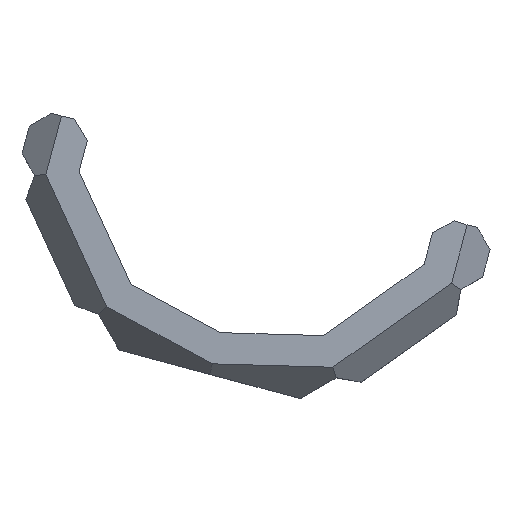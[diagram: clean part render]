
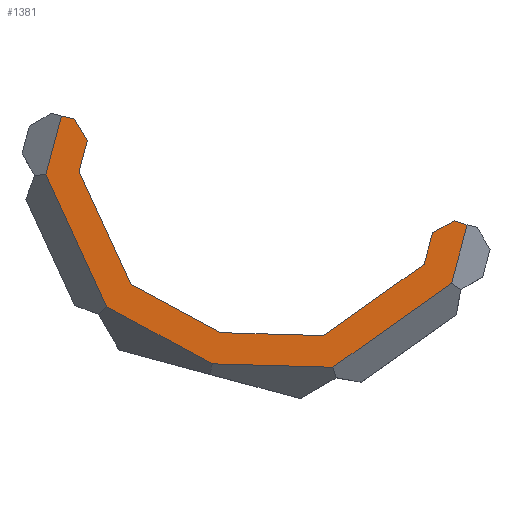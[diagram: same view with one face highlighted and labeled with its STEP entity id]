
A CAD part, top view. The second image highlights one B-rep face of the part: STEP entity #1381.
In plain terms, the highlighted planar face has unit normal (0, 0, 1).
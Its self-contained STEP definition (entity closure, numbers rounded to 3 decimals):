
#87=FACE_OUTER_BOUND('',#160,.T.);
#160=EDGE_LOOP('',(#1216,#1217,#1218,#1219,#1220,#1221,#1222,#1223,#1224,
#1225,#1226,#1227,#1228,#1229,#1230,#1231,#1232,#1233,#1234,#1235));
#192=LINE('',#1882,#383);
#225=LINE('',#1946,#416);
#228=LINE('',#1952,#419);
#231=LINE('',#1958,#422);
#233=LINE('',#1963,#424);
#270=LINE('',#2038,#461);
#273=LINE('',#2043,#464);
#275=LINE('',#2047,#466);
#277=LINE('',#2051,#468);
#279=LINE('',#2055,#470);
#281=LINE('',#2058,#472);
#311=LINE('',#2119,#502);
#314=LINE('',#2123,#505);
#315=LINE('',#2127,#506);
#318=LINE('',#2131,#509);
#344=LINE('',#2184,#535);
#347=LINE('',#2189,#538);
#348=LINE('',#2192,#539);
#350=LINE('',#2195,#541);
#351=LINE('',#2197,#542);
#383=VECTOR('',#1524,10.);
#416=VECTOR('',#1579,10.);
#419=VECTOR('',#1584,10.);
#422=VECTOR('',#1589,10.);
#424=VECTOR('',#1593,10.);
#461=VECTOR('',#1652,10.);
#464=VECTOR('',#1657,10.);
#466=VECTOR('',#1661,10.);
#468=VECTOR('',#1665,10.);
#470=VECTOR('',#1669,10.);
#472=VECTOR('',#1673,10.);
#502=VECTOR('',#1735,10.);
#505=VECTOR('',#1740,10.);
#506=VECTOR('',#1743,10.);
#509=VECTOR('',#1748,10.);
#535=VECTOR('',#1796,10.);
#538=VECTOR('',#1801,10.);
#539=VECTOR('',#1804,10.);
#541=VECTOR('',#1808,10.);
#542=VECTOR('',#1811,10.);
#569=VERTEX_POINT('',#1879);
#570=VERTEX_POINT('',#1881);
#588=VERTEX_POINT('',#1940);
#590=VERTEX_POINT('',#1944);
#592=VERTEX_POINT('',#1949);
#594=VERTEX_POINT('',#1955);
#596=VERTEX_POINT('',#1962);
#622=VERTEX_POINT('',#2036);
#623=VERTEX_POINT('',#2037);
#624=VERTEX_POINT('',#2042);
#625=VERTEX_POINT('',#2046);
#626=VERTEX_POINT('',#2050);
#627=VERTEX_POINT('',#2054);
#641=VERTEX_POINT('',#2117);
#642=VERTEX_POINT('',#2118);
#643=VERTEX_POINT('',#2125);
#644=VERTEX_POINT('',#2126);
#660=VERTEX_POINT('',#2183);
#661=VERTEX_POINT('',#2187);
#662=VERTEX_POINT('',#2191);
#694=EDGE_CURVE('',#570,#569,#192,.T.);
#727=EDGE_CURVE('',#588,#590,#225,.T.);
#730=EDGE_CURVE('',#592,#588,#228,.T.);
#733=EDGE_CURVE('',#594,#592,#231,.T.);
#735=EDGE_CURVE('',#596,#594,#233,.T.);
#772=EDGE_CURVE('',#622,#623,#270,.T.);
#775=EDGE_CURVE('',#624,#622,#273,.T.);
#777=EDGE_CURVE('',#625,#624,#275,.T.);
#779=EDGE_CURVE('',#626,#625,#277,.T.);
#781=EDGE_CURVE('',#627,#626,#279,.T.);
#783=EDGE_CURVE('',#570,#627,#281,.T.);
#813=EDGE_CURVE('',#641,#642,#311,.T.);
#816=EDGE_CURVE('',#641,#596,#314,.T.);
#817=EDGE_CURVE('',#643,#644,#315,.T.);
#820=EDGE_CURVE('',#590,#644,#318,.T.);
#846=EDGE_CURVE('',#660,#623,#344,.T.);
#849=EDGE_CURVE('',#643,#661,#347,.T.);
#850=EDGE_CURVE('',#662,#642,#348,.T.);
#852=EDGE_CURVE('',#569,#662,#350,.T.);
#853=EDGE_CURVE('',#661,#660,#351,.T.);
#1216=ORIENTED_EDGE('',*,*,#783,.F.);
#1217=ORIENTED_EDGE('',*,*,#694,.T.);
#1218=ORIENTED_EDGE('',*,*,#852,.T.);
#1219=ORIENTED_EDGE('',*,*,#850,.T.);
#1220=ORIENTED_EDGE('',*,*,#813,.F.);
#1221=ORIENTED_EDGE('',*,*,#816,.T.);
#1222=ORIENTED_EDGE('',*,*,#735,.T.);
#1223=ORIENTED_EDGE('',*,*,#733,.T.);
#1224=ORIENTED_EDGE('',*,*,#730,.T.);
#1225=ORIENTED_EDGE('',*,*,#727,.T.);
#1226=ORIENTED_EDGE('',*,*,#820,.T.);
#1227=ORIENTED_EDGE('',*,*,#817,.F.);
#1228=ORIENTED_EDGE('',*,*,#849,.T.);
#1229=ORIENTED_EDGE('',*,*,#853,.T.);
#1230=ORIENTED_EDGE('',*,*,#846,.T.);
#1231=ORIENTED_EDGE('',*,*,#772,.F.);
#1232=ORIENTED_EDGE('',*,*,#775,.F.);
#1233=ORIENTED_EDGE('',*,*,#777,.F.);
#1234=ORIENTED_EDGE('',*,*,#779,.F.);
#1235=ORIENTED_EDGE('',*,*,#781,.F.);
#1308=PLANE('',#1474);
#1381=ADVANCED_FACE('',(#87),#1308,.T.);
#1474=AXIS2_PLACEMENT_3D('',#2198,#1812,#1813);
#1524=DIRECTION('',(-0.966,0.259,0.));
#1579=DIRECTION('',(-0.418,0.908,0.));
#1584=DIRECTION('',(-0.88,0.475,0.));
#1589=DIRECTION('',(-1.,0.028,0.));
#1593=DIRECTION('',(-0.816,-0.578,0.));
#1652=DIRECTION('',(0.259,0.966,0.));
#1657=DIRECTION('',(-0.418,0.908,0.));
#1661=DIRECTION('',(-0.88,0.475,0.));
#1665=DIRECTION('',(-1.,0.028,0.));
#1669=DIRECTION('',(-0.816,-0.578,0.));
#1673=DIRECTION('',(-0.259,-0.966,0.));
#1735=DIRECTION('',(0.876,0.482,0.));
#1740=DIRECTION('',(-0.259,-0.966,0.));
#1743=DIRECTION('',(0.518,-0.856,0.));
#1748=DIRECTION('',(0.259,0.966,0.));
#1796=DIRECTION('',(-0.966,0.259,0.));
#1801=DIRECTION('',(-0.976,0.219,0.));
#1804=DIRECTION('',(-0.954,0.298,0.));
#1808=DIRECTION('',(-0.955,0.297,0.));
#1811=DIRECTION('',(-0.975,0.22,0.));
#1812=DIRECTION('center_axis',(0.,0.,1.));
#1813=DIRECTION('ref_axis',(1.,0.,0.));
#1879=CARTESIAN_POINT('',(32.996,-11.672,2.));
#1881=CARTESIAN_POINT('',(33.238,-11.737,2.));
#1882=CARTESIAN_POINT('',(34.928,-12.19,2.));
#1940=CARTESIAN_POINT('',(-23.07,-21.634,2.));
#1944=CARTESIAN_POINT('',(-31.711,-2.85,2.));
#1946=CARTESIAN_POINT('',(-23.07,-21.634,2.));
#1949=CARTESIAN_POINT('',(-7.981,-29.786,2.));
#1952=CARTESIAN_POINT('',(-7.981,-29.786,2.));
#1955=CARTESIAN_POINT('',(9.162,-30.271,2.));
#1958=CARTESIAN_POINT('',(9.162,-30.271,2.));
#1962=CARTESIAN_POINT('',(26.038,-18.324,2.));
#1963=CARTESIAN_POINT('',(26.038,-18.324,2.));
#2036=CARTESIAN_POINT('',(-37.273,-3.322,2.));
#2037=CARTESIAN_POINT('',(-34.653,6.454,2.));
#2038=CARTESIAN_POINT('',(-38.625,-8.368,2.));
#2042=CARTESIAN_POINT('',(-27.107,-25.421,2.));
#2043=CARTESIAN_POINT('',(-25.798,-28.264,2.));
#2046=CARTESIAN_POINT('',(-9.378,-34.999,2.));
#2047=CARTESIAN_POINT('',(-10.576,-34.352,2.));
#2050=CARTESIAN_POINT('',(10.765,-35.568,2.));
#2051=CARTESIAN_POINT('',(2.554,-35.336,2.));
#2054=CARTESIAN_POINT('',(30.618,-21.514,2.));
#2055=CARTESIAN_POINT('',(18.633,-29.998,2.));
#2058=CARTESIAN_POINT('',(30.658,-21.365,2.));
#2117=CARTESIAN_POINT('',(27.443,-13.08,2.));
#2118=CARTESIAN_POINT('',(31.083,-11.077,2.));
#2119=CARTESIAN_POINT('',(13.705,-20.638,2.));
#2123=CARTESIAN_POINT('',(28.219,-10.182,2.));
#2125=CARTESIAN_POINT('',(-32.457,5.948,2.));
#2126=CARTESIAN_POINT('',(-30.306,2.394,2.));
#2127=CARTESIAN_POINT('',(-22.188,-11.02,2.));
#2131=CARTESIAN_POINT('',(-31.711,-2.85,2.));
#2183=CARTESIAN_POINT('',(-34.412,6.39,2.));
#2184=CARTESIAN_POINT('',(-34.412,6.39,2.));
#2187=CARTESIAN_POINT('',(-32.459,5.949,2.));
#2189=CARTESIAN_POINT('',(-29.53,5.292,2.));
#2191=CARTESIAN_POINT('',(31.085,-11.078,2.));
#2192=CARTESIAN_POINT('',(31.085,-11.078,2.));
#2195=CARTESIAN_POINT('',(32.996,-11.672,2.));
#2197=CARTESIAN_POINT('',(-32.459,5.949,2.));
#2198=CARTESIAN_POINT('Origin',(-5.868,-21.898,2.));
